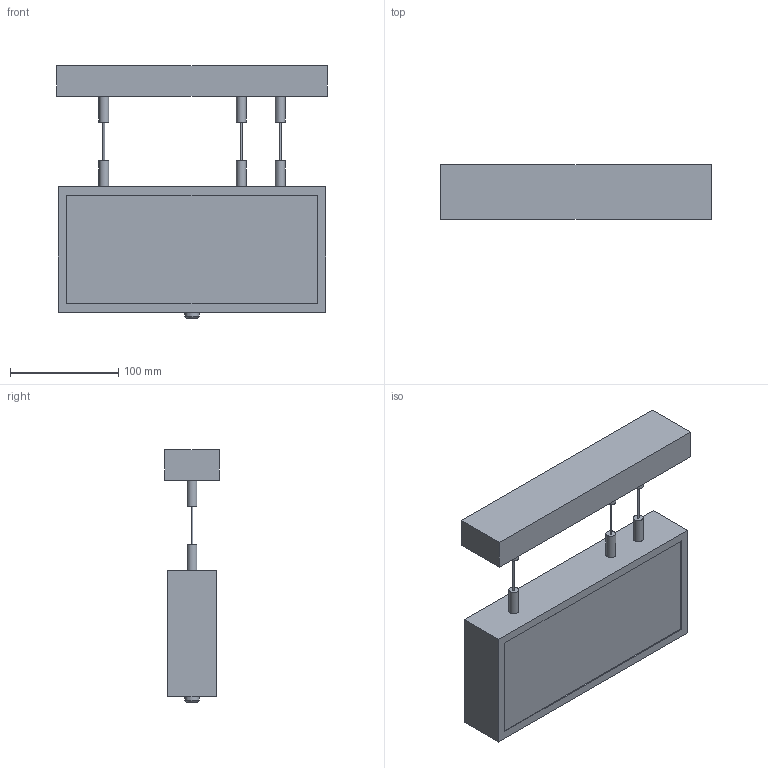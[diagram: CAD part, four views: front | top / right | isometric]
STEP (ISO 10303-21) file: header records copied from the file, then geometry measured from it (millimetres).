
FILE_DESCRIPTION(/* description */ ('Unknown'),/* implementation_level */ '2;1');
FILE_NAME(/* name */ 'SNP 7220 S-03 AS2',/* time_stamp */ '2023-10-30T08:19:00+01:00',/* author */ ('Unknown'),/* organization */ ('Unknown'),/* preprocessor_version */ 'ST-DEVELOPER v18.102',/* originating_system */ 'Solid Edge',/* authorisation */ 'Unknown');
FILE_SCHEMA (('AUTOMOTIVE_DESIGN {1 0 10303 214 3 1 1}'));
Length unit declared in the file: millimetre
Products named in the file (1): SNP 7220 S -03AS
Bounding box: 250 x 50 x 233.2 mm (x, y, z)
Volume: 1603187.5 mm3; surface area: 137851.4 mm2
Topology: 1 solids, 1 shells, 40 faces, 80 edges, 53 vertices
Faces by surface type: plane 29, cylinder 10, torus 1
Full cylindrical faces by diameter (mm): 1.5 x3, 9 x6, 13 x1
Entity records: 1294 total; most frequent: DIRECTION 172, CARTESIAN_POINT 163, ORIENTED_EDGE 138, EDGE_CURVE 69, EDGE_LOOP 66, FACE_BOUND 66, AXIS2_PLACEMENT_3D 62, VERTEX_POINT 53
